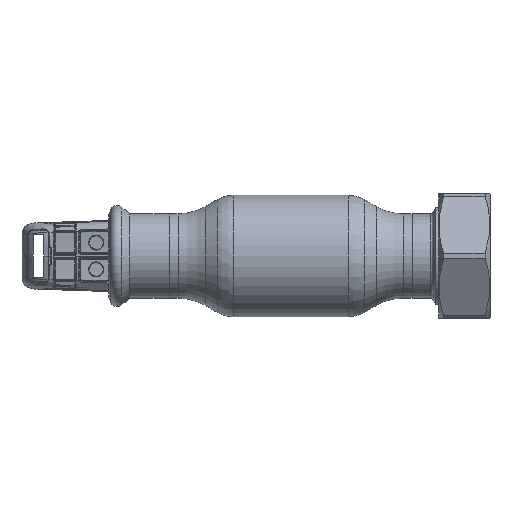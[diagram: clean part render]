
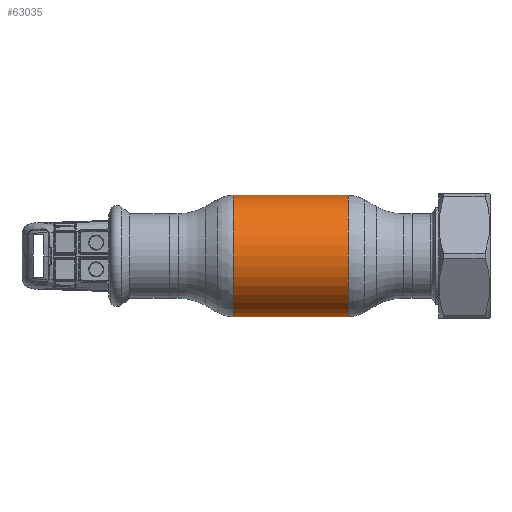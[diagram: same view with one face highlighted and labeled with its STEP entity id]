
A CAD part, front view. The second image highlights one B-rep face of the part: STEP entity #63035.
In plain terms, the highlighted cylindrical face has radius 22.5 mm (diameter 45 mm), a partial arc.
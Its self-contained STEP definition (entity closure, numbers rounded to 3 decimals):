
#2531 = LINE ( 'NONE', #29540, #54306 ) ;
#4290 = CARTESIAN_POINT ( 'NONE',  ( -21.285, 0., 22.5 ) ) ;
#7375 = EDGE_CURVE ( 'NONE', #39803, #27981, #2531, .T. ) ;
#10486 = DIRECTION ( 'NONE',  ( 0., 0., 1. ) ) ;
#12693 = DIRECTION ( 'NONE',  ( 0., 0., 1. ) ) ;
#13732 = EDGE_CURVE ( 'NONE', #28865, #40692, #19099, .T. ) ;
#14362 = ORIENTED_EDGE ( 'NONE', *, *, #51425, .T. ) ;
#15169 = EDGE_LOOP ( 'NONE', ( #46105, #14362, #55674, #34222 ) ) ;
#17531 = VECTOR ( 'NONE', #63239, 1000. ) ;
#18438 = CARTESIAN_POINT ( 'NONE',  ( 21.285, 0., -22.5 ) ) ;
#19099 = LINE ( 'NONE', #22631, #17531 ) ;
#19631 = FACE_OUTER_BOUND ( 'NONE', #15169, .T. ) ;
#21029 = AXIS2_PLACEMENT_3D ( 'NONE', #23152, #27570, #12693 ) ;
#21172 = CYLINDRICAL_SURFACE ( 'NONE', #39893, 22.5 ) ;
#22631 = CARTESIAN_POINT ( 'NONE',  ( -62.69, 0., 22.5 ) ) ;
#23152 = CARTESIAN_POINT ( 'NONE',  ( -21.285, 0., 0. ) ) ;
#27570 = DIRECTION ( 'NONE',  ( -1., 0., 0. ) ) ;
#27981 = VERTEX_POINT ( 'NONE', #59030 ) ;
#28282 = CARTESIAN_POINT ( 'NONE',  ( -62.69, 0., 0. ) ) ;
#28865 = VERTEX_POINT ( 'NONE', #64288 ) ;
#29305 = AXIS2_PLACEMENT_3D ( 'NONE', #64863, #34825, #10486 ) ;
#29501 = CIRCLE ( 'NONE', #21029, 22.5 ) ;
#29540 = CARTESIAN_POINT ( 'NONE',  ( -62.69, 0., -22.5 ) ) ;
#34222 = ORIENTED_EDGE ( 'NONE', *, *, #64839, .F. ) ;
#34825 = DIRECTION ( 'NONE',  ( -1., 0., 0. ) ) ;
#39803 = VERTEX_POINT ( 'NONE', #18438 ) ;
#39893 = AXIS2_PLACEMENT_3D ( 'NONE', #28282, #58562, #49844 ) ;
#40692 = VERTEX_POINT ( 'NONE', #4290 ) ;
#43642 = DIRECTION ( 'NONE',  ( -1., 0., 0. ) ) ;
#45254 = CIRCLE ( 'NONE', #29305, 22.5 ) ;
#46105 = ORIENTED_EDGE ( 'NONE', *, *, #7375, .F. ) ;
#49844 = DIRECTION ( 'NONE',  ( 0., 0., 1. ) ) ;
#51425 = EDGE_CURVE ( 'NONE', #39803, #28865, #45254, .T. ) ;
#54306 = VECTOR ( 'NONE', #43642, 1000. ) ;
#55674 = ORIENTED_EDGE ( 'NONE', *, *, #13732, .T. ) ;
#58562 = DIRECTION ( 'NONE',  ( -1., 0., 0. ) ) ;
#59030 = CARTESIAN_POINT ( 'NONE',  ( -21.285, 0., -22.5 ) ) ;
#63035 = ADVANCED_FACE ( 'NONE', ( #19631 ), #21172, .T. ) ;
#63239 = DIRECTION ( 'NONE',  ( -1., 0., 0. ) ) ;
#64288 = CARTESIAN_POINT ( 'NONE',  ( 21.285, 0., 22.5 ) ) ;
#64839 = EDGE_CURVE ( 'NONE', #27981, #40692, #29501, .T. ) ;
#64863 = CARTESIAN_POINT ( 'NONE',  ( 21.285, 0., 0. ) ) ;
